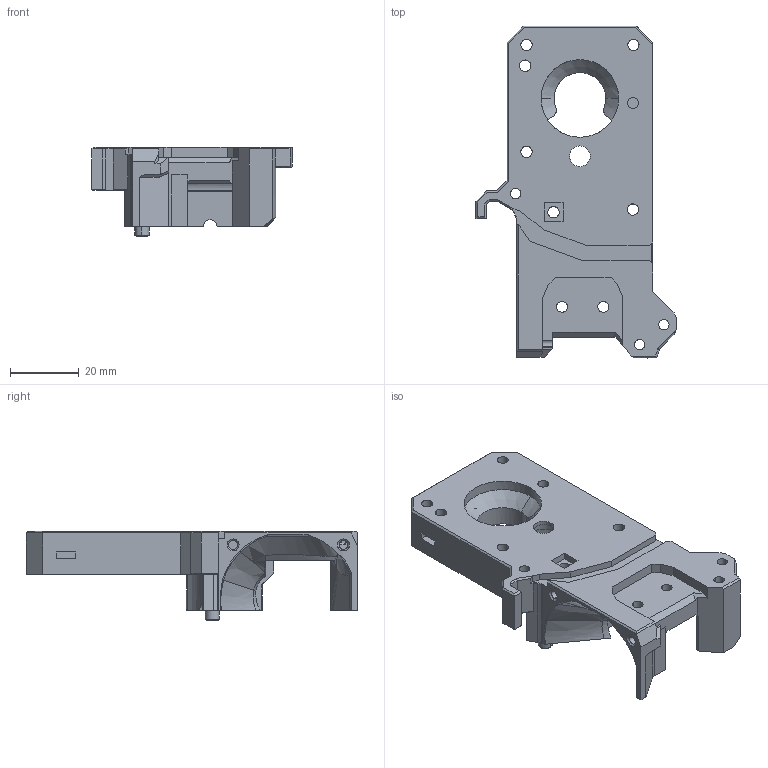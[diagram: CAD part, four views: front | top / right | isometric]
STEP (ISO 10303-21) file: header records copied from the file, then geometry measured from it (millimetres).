
FILE_DESCRIPTION (( 'STEP AP203' ), '1' );
FILE_NAME ('Extruder Front Housing.STEP', '2020-08-07T05:32:33', ( '' ), ( '' ), 'SwSTEP 2.0', 'SolidWorks 2018', '' );
FILE_SCHEMA (( 'CONFIG_CONTROL_DESIGN' ));
Length unit declared in the file: millimetre
Products named in the file (1): Extruder Front Housing
Bounding box: 57.99 x 96.2 x 26 mm (x, y, z)
Volume: 34620.3 mm3; surface area: 16567.9 mm2
Topology: 1 solids, 1 shells, 377 faces, 1041 edges, 673 vertices
Faces by surface type: plane 239, cylinder 90, bspline 28, cone 18, torus 2
Entity records: 24020 total; most frequent: CARTESIAN_POINT 14656, ORIENTED_EDGE 2076, DIRECTION 1716, EDGE_CURVE 1038, VERTEX_POINT 673, LINE 644, VECTOR 644, AXIS2_PLACEMENT_3D 536
